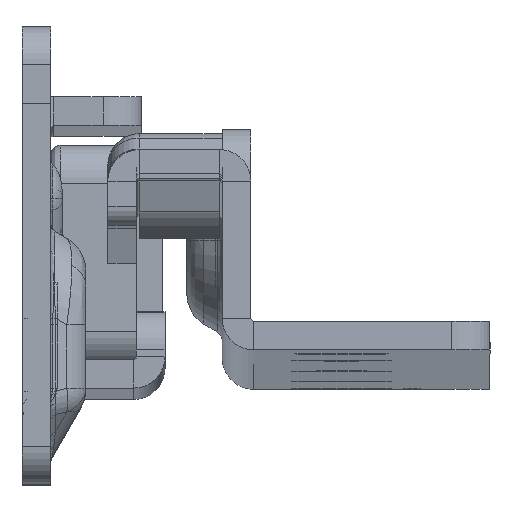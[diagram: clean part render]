
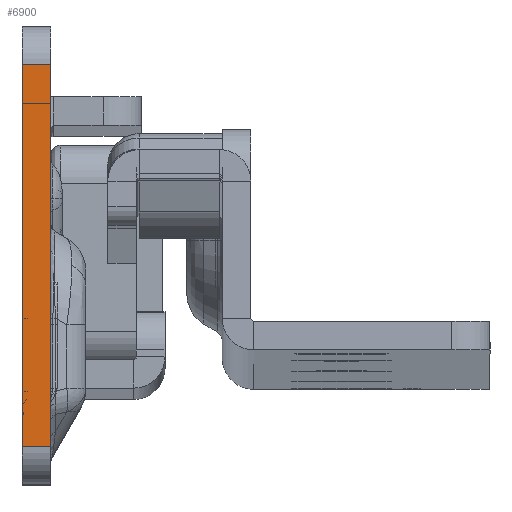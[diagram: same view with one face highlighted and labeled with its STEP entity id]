
A CAD part, top view. The second image highlights one B-rep face of the part: STEP entity #6900.
In plain terms, the highlighted planar face has unit normal (0, 0, 1).
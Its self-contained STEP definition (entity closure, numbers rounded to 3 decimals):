
#723 = EDGE_CURVE ( 'NONE', #16739, #10356, #11399, .T. ) ;
#818 = AXIS2_PLACEMENT_3D ( 'NONE', #1458, #10903, #5291 ) ;
#1249 = CARTESIAN_POINT ( 'NONE',  ( -3., -21.7, 0. ) ) ;
#1458 = CARTESIAN_POINT ( 'NONE',  ( -3., -29.094, 0. ) ) ;
#1478 = CARTESIAN_POINT ( 'NONE',  ( -142.194, -21.7, 0. ) ) ;
#2616 = FACE_OUTER_BOUND ( 'NONE', #3843, .T. ) ;
#3843 = EDGE_LOOP ( 'NONE', ( #7589, #10691, #7882, #13695 ) ) ;
#4067 = LINE ( 'NONE', #1478, #9068 ) ;
#4623 = CARTESIAN_POINT ( 'NONE',  ( -3., -29.094, 0. ) ) ;
#4721 = LINE ( 'NONE', #10157, #11048 ) ;
#4891 = EDGE_CURVE ( 'NONE', #16739, #14028, #14999, .T. ) ;
#5291 = DIRECTION ( 'NONE',  ( 1., 0., 0. ) ) ;
#5749 = CARTESIAN_POINT ( 'NONE',  ( 0., 18.3, 0. ) ) ;
#6303 = DIRECTION ( 'NONE',  ( 0., -1., 0. ) ) ;
#6900 = ADVANCED_FACE ( 'NONE', ( #2616 ), #11085, .T. ) ;
#7204 = CARTESIAN_POINT ( 'NONE',  ( -3., 18.3, 0. ) ) ;
#7328 = CARTESIAN_POINT ( 'NONE',  ( 0., -21.7, 0. ) ) ;
#7589 = ORIENTED_EDGE ( 'NONE', *, *, #16802, .F. ) ;
#7651 = DIRECTION ( 'NONE',  ( 0., -1., 0. ) ) ;
#7882 = ORIENTED_EDGE ( 'NONE', *, *, #723, .T. ) ;
#9068 = VECTOR ( 'NONE', #16378, 1000. ) ;
#9636 = CARTESIAN_POINT ( 'NONE',  ( -3., 18.3, 0. ) ) ;
#10157 = CARTESIAN_POINT ( 'NONE',  ( 0., -29.094, 0. ) ) ;
#10356 = VERTEX_POINT ( 'NONE', #1249 ) ;
#10691 = ORIENTED_EDGE ( 'NONE', *, *, #4891, .F. ) ;
#10862 = VECTOR ( 'NONE', #6303, 1000. ) ;
#10903 = DIRECTION ( 'NONE',  ( 0., 0., 1. ) ) ;
#11048 = VECTOR ( 'NONE', #7651, 1000. ) ;
#11085 = PLANE ( 'NONE',  #818 ) ;
#11399 = LINE ( 'NONE', #4623, #10862 ) ;
#12321 = VERTEX_POINT ( 'NONE', #7328 ) ;
#12984 = VECTOR ( 'NONE', #13569, 1000. ) ;
#13569 = DIRECTION ( 'NONE',  ( 1., 0., 0. ) ) ;
#13695 = ORIENTED_EDGE ( 'NONE', *, *, #17286, .T. ) ;
#14028 = VERTEX_POINT ( 'NONE', #5749 ) ;
#14999 = LINE ( 'NONE', #9636, #12984 ) ;
#16378 = DIRECTION ( 'NONE',  ( 1., 0., 0. ) ) ;
#16739 = VERTEX_POINT ( 'NONE', #7204 ) ;
#16802 = EDGE_CURVE ( 'NONE', #14028, #12321, #4721, .T. ) ;
#17286 = EDGE_CURVE ( 'NONE', #10356, #12321, #4067, .T. ) ;
